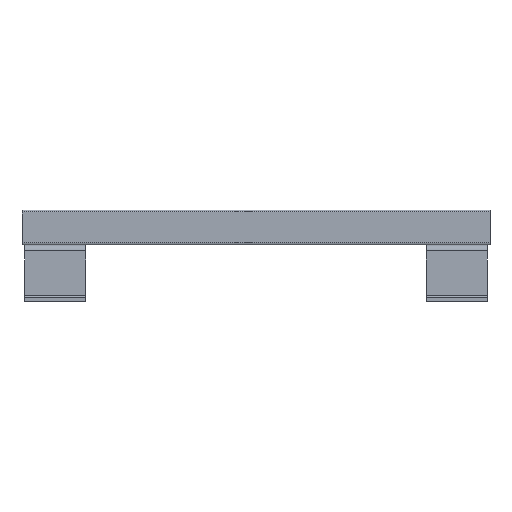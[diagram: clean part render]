
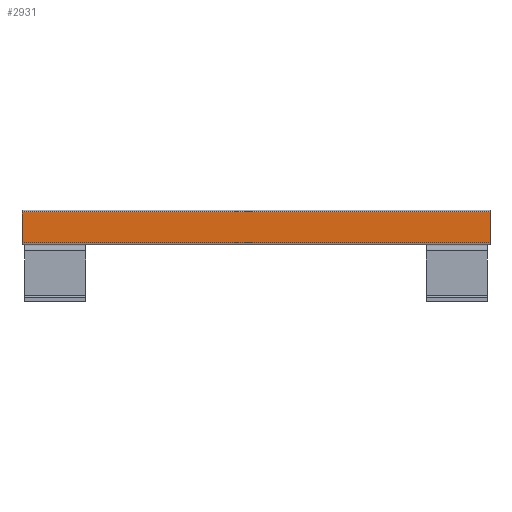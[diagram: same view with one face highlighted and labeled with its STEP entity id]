
A CAD part, left-side view. The second image highlights one B-rep face of the part: STEP entity #2931.
In plain terms, the highlighted planar face has unit normal (-1, 0, 0).
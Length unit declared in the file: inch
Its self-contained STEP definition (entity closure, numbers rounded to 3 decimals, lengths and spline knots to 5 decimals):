
#251 = DIRECTION ( 'NONE',  ( 0., 1., 0. ) ) ;
#256 = EDGE_CURVE ( 'NONE', #3112, #3193, #548, .T. ) ;
#299 = VERTEX_POINT ( 'NONE', #1160 ) ;
#548 = LINE ( 'NONE', #846, #3314 ) ;
#603 = LINE ( 'NONE', #956, #707 ) ;
#707 = VECTOR ( 'NONE', #1529, 39.37008 ) ;
#775 = FACE_OUTER_BOUND ( 'NONE', #1614, .T. ) ;
#846 = CARTESIAN_POINT ( 'NONE',  ( -0.4065, 0., 0.77 ) ) ;
#879 = CARTESIAN_POINT ( 'NONE',  ( -0.4065, 0., 0.813 ) ) ;
#918 = EDGE_CURVE ( 'NONE', #3193, #3533, #2282, .T. ) ;
#956 = CARTESIAN_POINT ( 'NONE',  ( -0.4065, 0., 0.043 ) ) ;
#1071 = DIRECTION ( 'NONE',  ( 0., 0., -1. ) ) ;
#1160 = CARTESIAN_POINT ( 'NONE',  ( -0.4065, 0., 0.043 ) ) ;
#1224 = ORIENTED_EDGE ( 'NONE', *, *, #2609, .F. ) ;
#1460 = CARTESIAN_POINT ( 'NONE',  ( -0.4065, 11., 0.043 ) ) ;
#1529 = DIRECTION ( 'NONE',  ( 0., 1., 0. ) ) ;
#1614 = EDGE_LOOP ( 'NONE', ( #1224, #2947, #2620, #2063 ) ) ;
#2063 = ORIENTED_EDGE ( 'NONE', *, *, #3761, .F. ) ;
#2206 = CARTESIAN_POINT ( 'NONE',  ( -0.4065, 0., 0.77 ) ) ;
#2282 = LINE ( 'NONE', #2290, #2946 ) ;
#2290 = CARTESIAN_POINT ( 'NONE',  ( -0.4065, 11., 0.813 ) ) ;
#2346 = DIRECTION ( 'NONE',  ( 0., 0., 1. ) ) ;
#2370 = PLANE ( 'NONE',  #3210 ) ;
#2380 = DIRECTION ( 'NONE',  ( -1., 0., 0. ) ) ;
#2594 = LINE ( 'NONE', #2882, #2982 ) ;
#2609 = EDGE_CURVE ( 'NONE', #3112, #299, #2594, .T. ) ;
#2620 = ORIENTED_EDGE ( 'NONE', *, *, #918, .T. ) ;
#2882 = CARTESIAN_POINT ( 'NONE',  ( -0.4065, 0., 0.813 ) ) ;
#2931 = ADVANCED_FACE ( 'NONE', ( #775 ), #2370, .T. ) ;
#2946 = VECTOR ( 'NONE', #1071, 39.37008 ) ;
#2947 = ORIENTED_EDGE ( 'NONE', *, *, #256, .T. ) ;
#2982 = VECTOR ( 'NONE', #3463, 39.37008 ) ;
#3112 = VERTEX_POINT ( 'NONE', #2206 ) ;
#3193 = VERTEX_POINT ( 'NONE', #3377 ) ;
#3210 = AXIS2_PLACEMENT_3D ( 'NONE', #879, #2380, #2346 ) ;
#3314 = VECTOR ( 'NONE', #251, 39.37008 ) ;
#3377 = CARTESIAN_POINT ( 'NONE',  ( -0.4065, 11., 0.77 ) ) ;
#3463 = DIRECTION ( 'NONE',  ( 0., 0., -1. ) ) ;
#3533 = VERTEX_POINT ( 'NONE', #1460 ) ;
#3761 = EDGE_CURVE ( 'NONE', #299, #3533, #603, .T. ) ;
